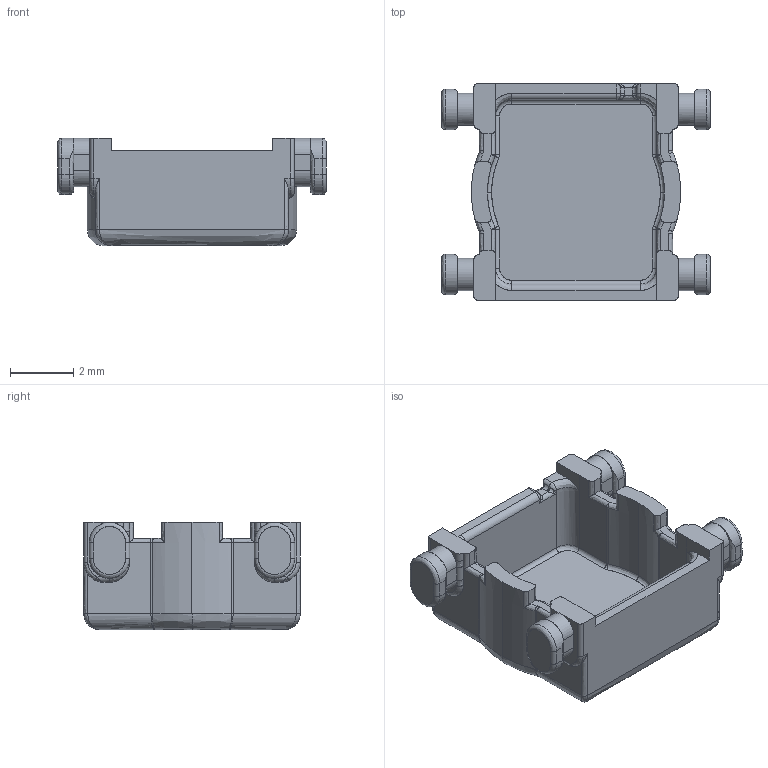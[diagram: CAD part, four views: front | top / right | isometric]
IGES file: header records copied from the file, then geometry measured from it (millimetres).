
Start section: SolidWorks IGES file using analytic representation for surfaces
Global section: file name: 250-1290_6A.IGS; native system: SolidWorks 2017; preprocessor: SolidWorks 2017; author: e.wtnpm; date: 210706.135822; units: millimetre
Bounding box: 8.52 x 6.86 x 3.4 mm (x, y, z)
Surface area: 243.8 mm2 (no closed solid volume)
Topology: 0 solids, 0 shells, 304 faces, 2070 edges, 2052 vertices
Faces by surface type: bspline 169, revolution 135
